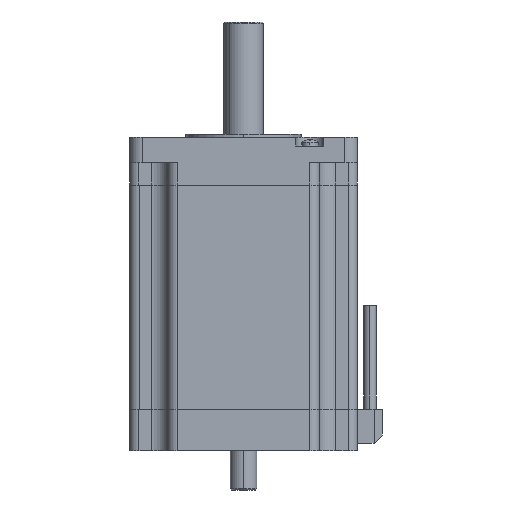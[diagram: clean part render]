
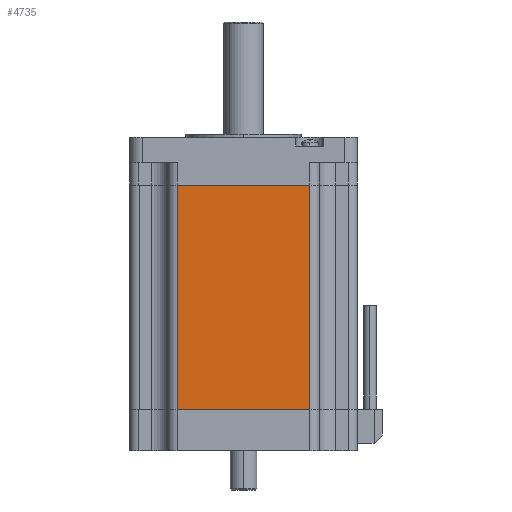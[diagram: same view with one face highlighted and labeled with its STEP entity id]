
A CAD part, left-side view. The second image highlights one B-rep face of the part: STEP entity #4735.
In plain terms, the highlighted planar face has unit normal (-1, 0, 0).
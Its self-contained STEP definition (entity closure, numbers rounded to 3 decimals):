
#3892=DIRECTION('',(0.,0.,-1.));
#3893=VECTOR('',#3892,108.);
#3894=CARTESIAN_POINT('',(-54.85,32.,-23.));
#3895=LINE('',#3894,#3893);
#3900=DIRECTION('',(0.,-1.,0.));
#3901=VECTOR('',#3900,64.);
#3902=CARTESIAN_POINT('',(-54.85,32.,-23.));
#3903=LINE('',#3902,#3901);
#3908=DIRECTION('',(0.,0.,1.));
#3909=VECTOR('',#3908,108.);
#3910=CARTESIAN_POINT('',(-54.85,-32.,-131.));
#3911=LINE('',#3910,#3909);
#4020=DIRECTION('',(0.,-1.,0.));
#4021=VECTOR('',#4020,64.);
#4022=CARTESIAN_POINT('',(-54.85,32.,-131.));
#4023=LINE('',#4022,#4021);
#4244=CARTESIAN_POINT('',(-54.85,-32.,-23.));
#4245=VERTEX_POINT('',#4244);
#4246=CARTESIAN_POINT('',(-54.85,32.,-23.));
#4247=VERTEX_POINT('',#4246);
#4336=CARTESIAN_POINT('',(-54.85,32.,-131.));
#4337=VERTEX_POINT('',#4336);
#4338=CARTESIAN_POINT('',(-54.85,-32.,-131.));
#4339=VERTEX_POINT('',#4338);
#4722=CARTESIAN_POINT('',(-54.85,32.,-131.));
#4723=DIRECTION('',(-1.,0.,0.));
#4724=DIRECTION('',(0.,0.,1.));
#4725=AXIS2_PLACEMENT_3D('',#4722,#4723,#4724);
#4726=PLANE('',#4725);
#4727=ORIENTED_EDGE('',*,*,#4425,.T.);
#4729=ORIENTED_EDGE('',*,*,#4728,.F.);
#4731=ORIENTED_EDGE('',*,*,#4730,.F.);
#4732=ORIENTED_EDGE('',*,*,#4714,.F.);
#4733=EDGE_LOOP('',(#4727,#4729,#4731,#4732));
#4734=FACE_OUTER_BOUND('',#4733,.F.);
#4735=ADVANCED_FACE('',(#4734),#4726,.T.);
#4425=EDGE_CURVE('',#4247,#4245,#3903,.T.);
#4714=EDGE_CURVE('',#4247,#4337,#3895,.T.);
#4728=EDGE_CURVE('',#4339,#4245,#3911,.T.);
#4730=EDGE_CURVE('',#4337,#4339,#4023,.T.);
